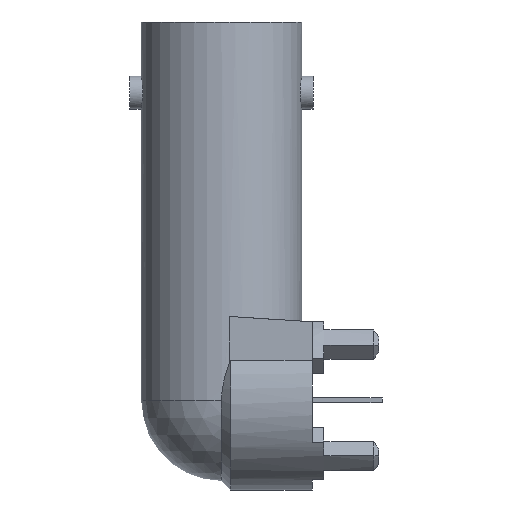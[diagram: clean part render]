
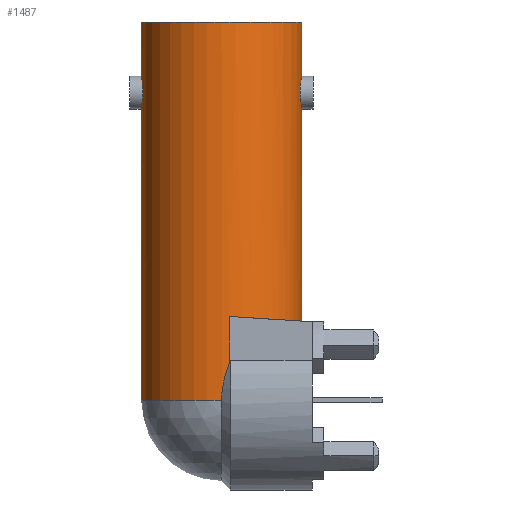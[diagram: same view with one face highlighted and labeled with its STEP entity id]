
A CAD part, left-side view. The second image highlights one B-rep face of the part: STEP entity #1487.
In plain terms, the highlighted cylindrical face has radius 4.825 mm (diameter 9.65 mm), a partial arc.
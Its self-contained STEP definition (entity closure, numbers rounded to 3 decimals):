
#72=CARTESIAN_POINT('',(0.,0.,0.));
#73=DIRECTION('',(0.,0.,1.));
#74=DIRECTION('',(0.,1.,0.));
#75=AXIS2_PLACEMENT_3D('',#72,#73,#74);
#82=CARTESIAN_POINT('',(0.,-4.825,-3.249));
#83=CARTESIAN_POINT('',(-0.069,-4.825,-3.249));
#84=CARTESIAN_POINT('',(-0.203,-4.822,
-3.263));
#85=CARTESIAN_POINT('',(-0.399,-4.81,
-3.325));
#86=CARTESIAN_POINT('',(-0.578,-4.791,
-3.427));
#87=CARTESIAN_POINT('',(-0.731,-4.77,
-3.561));
#88=CARTESIAN_POINT('',(-0.855,-4.749,
-3.725));
#89=CARTESIAN_POINT('',(-0.942,-4.732,
-3.911));
#90=CARTESIAN_POINT('',(-0.99,-4.722,
-4.117));
#91=CARTESIAN_POINT('',(-0.994,-4.721,
-4.326));
#92=CARTESIAN_POINT('',(-0.953,-4.73,
-4.536));
#93=CARTESIAN_POINT('',(-0.87,-4.746,
-4.729));
#94=CARTESIAN_POINT('',(-0.747,-4.768,
-4.901));
#95=CARTESIAN_POINT('',(-0.592,-4.789,
-5.042));
#96=CARTESIAN_POINT('',(-0.41,-4.809,
-5.149));
#97=CARTESIAN_POINT('',(-0.209,-4.822,
-5.215));
#98=CARTESIAN_POINT('',(-0.071,-4.825,-5.23));
#99=CARTESIAN_POINT('',(0.,-4.825,-5.23));
#101=CARTESIAN_POINT('',(-4.8,-0.491,-17.682));
#102=CARTESIAN_POINT('',(-4.763,-0.851,
-17.705));
#103=CARTESIAN_POINT('',(-4.619,-1.495,
-17.746));
#104=CARTESIAN_POINT('',(-4.147,-2.58,
-17.816));
#105=CARTESIAN_POINT('',(-3.293,-3.644,
-17.884));
#106=CARTESIAN_POINT('',(-2.148,-4.387,
-17.932));
#107=CARTESIAN_POINT('',(-1.019,-4.746,
-17.955));
#108=CARTESIAN_POINT('',(-0.363,-4.825,-17.96));
#109=CARTESIAN_POINT('',(0.,-4.825,-17.96));
#111=DIRECTION('',(0.,0.,1.));
#112=VECTOR('',#111,2.76);
#113=CARTESIAN_POINT('',(-4.8,-0.491,-20.441));
#114=LINE('',#113,#112);
#115=CARTESIAN_POINT('',(-4.8,-0.491,-20.441));
#116=CARTESIAN_POINT('',(-4.806,-0.436,
-20.581));
#117=CARTESIAN_POINT('',(-4.814,-0.33,
-20.866));
#118=CARTESIAN_POINT('',(-4.822,-0.191,
-21.318));
#119=CARTESIAN_POINT('',(-4.825,-0.083,
-21.784));
#120=CARTESIAN_POINT('',(-4.825,-0.015,
-22.259));
#121=CARTESIAN_POINT('',(-4.825,0.,-22.57));
#122=CARTESIAN_POINT('',(-4.825,0.,-22.725));
#124=CARTESIAN_POINT('',(0.,0.,-22.725));
#125=DIRECTION('',(0.,0.,1.));
#126=DIRECTION('',(0.,1.,0.));
#127=AXIS2_PLACEMENT_3D('',#124,#125,#126);
#129=CARTESIAN_POINT('',(0.,4.825,-5.23));
#130=CARTESIAN_POINT('',(-0.071,4.825,-5.23));
#131=CARTESIAN_POINT('',(-0.209,4.822,
-5.215));
#132=CARTESIAN_POINT('',(-0.409,4.809,
-5.15));
#133=CARTESIAN_POINT('',(-0.591,4.79,
-5.043));
#134=CARTESIAN_POINT('',(-0.746,4.768,
-4.903));
#135=CARTESIAN_POINT('',(-0.868,4.747,
-4.731));
#136=CARTESIAN_POINT('',(-0.952,4.73,
-4.539));
#137=CARTESIAN_POINT('',(-0.994,4.722,
-4.33));
#138=CARTESIAN_POINT('',(-0.991,4.722,
-4.121));
#139=CARTESIAN_POINT('',(-0.944,4.732,
-3.915));
#140=CARTESIAN_POINT('',(-0.857,4.749,
-3.729));
#141=CARTESIAN_POINT('',(-0.733,4.77,
-3.563));
#142=CARTESIAN_POINT('',(-0.58,4.791,
-3.428));
#143=CARTESIAN_POINT('',(-0.401,4.81,
-3.326));
#144=CARTESIAN_POINT('',(-0.204,4.822,
-3.263));
#145=CARTESIAN_POINT('',(-0.069,4.825,-3.249));
#146=CARTESIAN_POINT('',(0.,4.825,-3.249));
#185=DIRECTION('',(0.,0.,1.));
#186=VECTOR('',#185,3.249);
#187=CARTESIAN_POINT('',(0.,-4.825,-3.249));
#188=LINE('',#187,#186);
#189=DIRECTION('',(0.,0.,1.));
#190=VECTOR('',#189,3.249);
#191=CARTESIAN_POINT('',(0.,4.825,-3.249));
#192=LINE('',#191,#190);
#212=DIRECTION('',(0.,0.,1.));
#213=VECTOR('',#212,17.495);
#214=CARTESIAN_POINT('',(0.,4.825,-22.725));
#215=LINE('',#214,#213);
#244=DIRECTION('',(0.,0.,1.));
#245=VECTOR('',#244,12.73);
#246=CARTESIAN_POINT('',(0.,-4.825,-17.96));
#247=LINE('',#246,#245);
#1214=CARTESIAN_POINT('',(0.,4.825,0.));
#1215=CARTESIAN_POINT('',(0.,-4.825,0.));
#1216=VERTEX_POINT('',#1214);
#1217=VERTEX_POINT('',#1215);
#1218=VERTEX_POINT('',#101);
#1219=VERTEX_POINT('',#109);
#1225=CARTESIAN_POINT('',(-4.825,0.,-22.725));
#1227=VERTEX_POINT('',#1225);
#1229=VERTEX_POINT('',#115);
#1241=CARTESIAN_POINT('',(0.,4.825,-22.725));
#1242=VERTEX_POINT('',#1241);
#1247=VERTEX_POINT('',#129);
#1248=VERTEX_POINT('',#146);
#1253=CARTESIAN_POINT('',(0.,-4.825,-5.23));
#1254=VERTEX_POINT('',#1253);
#1255=CARTESIAN_POINT('',(0.,-4.825,-3.249));
#1256=VERTEX_POINT('',#1255);
#1459=CARTESIAN_POINT('',(0.,0.,-28.928));
#1460=DIRECTION('',(0.,0.,1.));
#1461=DIRECTION('',(0.,1.,0.));
#1462=AXIS2_PLACEMENT_3D('',#1459,#1460,#1461);
#1463=CYLINDRICAL_SURFACE('',#1462,4.825);
#1465=ORIENTED_EDGE('',*,*,#1464,.T.);
#1467=ORIENTED_EDGE('',*,*,#1466,.F.);
#1469=ORIENTED_EDGE('',*,*,#1468,.F.);
#1471=ORIENTED_EDGE('',*,*,#1470,.F.);
#1473=ORIENTED_EDGE('',*,*,#1472,.T.);
#1475=ORIENTED_EDGE('',*,*,#1474,.F.);
#1477=ORIENTED_EDGE('',*,*,#1476,.T.);
#1479=ORIENTED_EDGE('',*,*,#1478,.T.);
#1481=ORIENTED_EDGE('',*,*,#1480,.T.);
#1482=ORIENTED_EDGE('',*,*,#1446,.T.);
#1484=ORIENTED_EDGE('',*,*,#1483,.F.);
#1485=EDGE_LOOP('',(#1465,#1467,#1469,#1471,#1473,#1475,#1477,#1479,#1481,#1482,
#1484));
#1486=FACE_OUTER_BOUND('',#1485,.F.);
#1487=ADVANCED_FACE('',(#1486),#1463,.T.);
#76=CIRCLE('',#75,4.825);
#100=B_SPLINE_CURVE_WITH_KNOTS('',3,(#82,#83,#84,#85,#86,#87,#88,#89,#90,#91,
#92,#93,#94,#95,#96,#97,#98,#99),.UNSPECIFIED.,.F.,.F.,(4,1,1,1,1,1,1,1,1,1,1,1,
1,1,1,4),(0.,0.067,0.133,0.2,0.267,
0.333,0.4,0.467,0.533,0.6,
0.667,0.733,0.8,0.867,0.933,
1.),.UNSPECIFIED.);
#110=B_SPLINE_CURVE_WITH_KNOTS('',3,(#101,#102,#103,#104,#105,#106,#107,#108,
#109),.UNSPECIFIED.,.F.,.F.,(4,1,1,1,1,1,4),(0.,0.125,0.25,0.5,0.75,
0.875,1.),.UNSPECIFIED.);
#123=B_SPLINE_CURVE_WITH_KNOTS('',3,(#115,#116,#117,#118,#119,#120,#121,#122),
.UNSPECIFIED.,.F.,.F.,(4,1,1,1,1,4),(0.,0.2,0.4,0.6,0.8,1.),
.UNSPECIFIED.);
#128=CIRCLE('',#127,4.825);
#147=B_SPLINE_CURVE_WITH_KNOTS('',3,(#129,#130,#131,#132,#133,#134,#135,#136,
#137,#138,#139,#140,#141,#142,#143,#144,#145,#146),.UNSPECIFIED.,.F.,.F.,(4,1,1,
1,1,1,1,1,1,1,1,1,1,1,1,4),(0.,0.067,0.133,0.2,
0.267,0.333,0.4,0.467,0.533,
0.6,0.667,0.733,0.8,0.867,
0.933,1.),.UNSPECIFIED.);
#1446=EDGE_CURVE('',#1216,#1217,#76,.T.);
#1464=EDGE_CURVE('',#1256,#1254,#100,.T.);
#1466=EDGE_CURVE('',#1219,#1254,#247,.T.);
#1468=EDGE_CURVE('',#1218,#1219,#110,.T.);
#1470=EDGE_CURVE('',#1229,#1218,#114,.T.);
#1472=EDGE_CURVE('',#1229,#1227,#123,.T.);
#1474=EDGE_CURVE('',#1242,#1227,#128,.T.);
#1476=EDGE_CURVE('',#1242,#1247,#215,.T.);
#1478=EDGE_CURVE('',#1247,#1248,#147,.T.);
#1480=EDGE_CURVE('',#1248,#1216,#192,.T.);
#1483=EDGE_CURVE('',#1256,#1217,#188,.T.);
